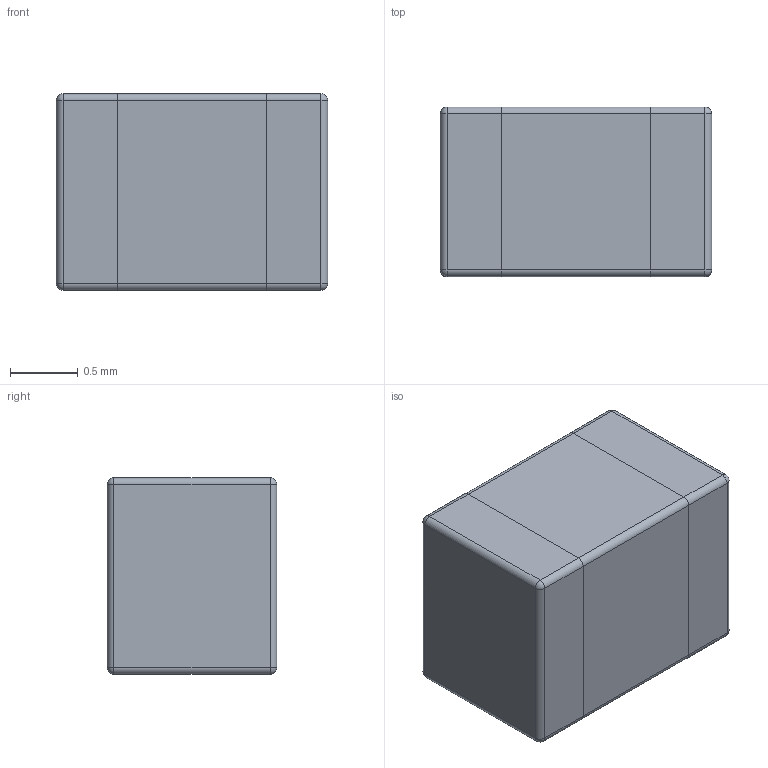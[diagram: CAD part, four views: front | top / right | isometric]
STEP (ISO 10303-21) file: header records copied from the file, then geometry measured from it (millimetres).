
FILE_DESCRIPTION(('FreeCAD Model'),'2;1');
FILE_NAME('Open CASCADE Shape Model','2023-11-24T12:39:10',('Author'),( ''),'Open CASCADE STEP processor 7.6','FreeCAD','Unknown');
FILE_SCHEMA(('AUTOMOTIVE_DESIGN { 1 0 10303 214 1 1 1 1 }'));
Length unit declared in the file: millimetre
Products named in the file (4): CAPC200X125X145L048; CAPC200X125X145L45; CAPC200X125X145L046; CAPC200X125X145L047
Assembly tree (3 placements, depth 2):
  CAPC200X125X145L048
    CAPC200X125X145L45
    CAPC200X125X145L046
    CAPC200X125X145L047
Bounding box: 2 x 1.25 x 1.45 mm (x, y, z)
Volume: 3.6 mm3; surface area: 21.3 mm2
Topology: 3 solids, 3 shells, 46 faces, 104 edges, 56 vertices
Faces by surface type: cylinder 20, plane 18, sphere 8
Entity records: 2936 total; most frequent: CARTESIAN_POINT 850, DIRECTION 400, LINE 216, VECTOR 216, ORIENTED_EDGE 192, PCURVE 192, DEFINITIONAL_REPRESENTATION 192, EDGE_CURVE 96
